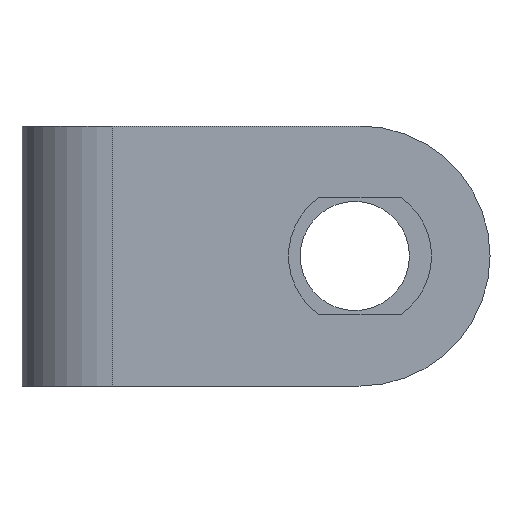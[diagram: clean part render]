
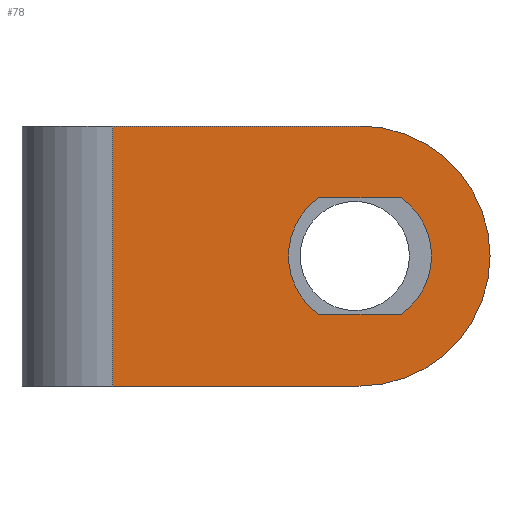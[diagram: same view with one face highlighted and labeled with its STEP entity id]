
A CAD part, front view. The second image highlights one B-rep face of the part: STEP entity #78.
In plain terms, the highlighted planar face has unit normal (0, -1, 0).
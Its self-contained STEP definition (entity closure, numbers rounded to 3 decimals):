
#5 = AXIS2_PLACEMENT_3D ( 'NONE', #504, #79, #449 ) ;
#33 = CARTESIAN_POINT ( 'NONE',  ( 14.5, -3.5, 5. ) ) ;
#34 = EDGE_CURVE ( 'NONE', #573, #391, #61, .T. ) ;
#36 = CARTESIAN_POINT ( 'NONE',  ( 12.25, -3.5, 0. ) ) ;
#39 = DIRECTION ( 'NONE',  ( 0., 1., 0. ) ) ;
#43 = CARTESIAN_POINT ( 'NONE',  ( 9.5, -3.5, -5. ) ) ;
#49 = LINE ( 'NONE', #208, #597 ) ;
#61 = CIRCLE ( 'NONE', #268, 5. ) ;
#66 = EDGE_CURVE ( 'NONE', #509, #573, #196, .T. ) ;
#69 = CARTESIAN_POINT ( 'NONE',  ( 14.5, -3.5, 5. ) ) ;
#78 = ADVANCED_FACE ( 'NONE', ( #216, #525 ), #444, .F. ) ;
#79 = DIRECTION ( 'NONE',  ( 0., -1., 0. ) ) ;
#109 = CARTESIAN_POINT ( 'NONE',  ( 7.919, -3.5, -2.25 ) ) ;
#110 = VERTEX_POINT ( 'NONE', #128 ) ;
#126 = EDGE_CURVE ( 'NONE', #281, #410, #630, .T. ) ;
#128 = CARTESIAN_POINT ( 'NONE',  ( 7.919, -3.5, 2.25 ) ) ;
#132 = LINE ( 'NONE', #296, #689 ) ;
#136 = CARTESIAN_POINT ( 'NONE',  ( 9.5, -3.5, 5. ) ) ;
#143 = EDGE_CURVE ( 'NONE', #110, #657, #221, .T. ) ;
#146 = DIRECTION ( 'NONE',  ( 1., 0., 0. ) ) ;
#150 = DIRECTION ( 'NONE',  ( 1., 0., 0. ) ) ;
#182 = CARTESIAN_POINT ( 'NONE',  ( 9.5, -3.5, 0. ) ) ;
#196 = LINE ( 'NONE', #33, #627 ) ;
#197 = DIRECTION ( 'NONE',  ( -1., 0., 0. ) ) ;
#200 = CARTESIAN_POINT ( 'NONE',  ( 9.5, -3.5, 0. ) ) ;
#208 = CARTESIAN_POINT ( 'NONE',  ( 0., -3.5, 5. ) ) ;
#216 = FACE_BOUND ( 'NONE', #599, .T. ) ;
#221 = CIRCLE ( 'NONE', #5, 2.75 ) ;
#231 = ORIENTED_EDGE ( 'NONE', *, *, #320, .F. ) ;
#239 = LINE ( 'NONE', #351, #438 ) ;
#241 = EDGE_CURVE ( 'NONE', #523, #391, #239, .T. ) ;
#265 = ORIENTED_EDGE ( 'NONE', *, *, #679, .T. ) ;
#268 = AXIS2_PLACEMENT_3D ( 'NONE', #200, #39, #356 ) ;
#272 = ORIENTED_EDGE ( 'NONE', *, *, #126, .F. ) ;
#276 = ORIENTED_EDGE ( 'NONE', *, *, #34, .F. ) ;
#281 = VERTEX_POINT ( 'NONE', #672 ) ;
#288 = CARTESIAN_POINT ( 'NONE',  ( 11.081, -3.5, 2.25 ) ) ;
#296 = CARTESIAN_POINT ( 'NONE',  ( 7.919, -3.5, 2.25 ) ) ;
#309 = DIRECTION ( 'NONE',  ( 1., 0., 0. ) ) ;
#320 = EDGE_CURVE ( 'NONE', #657, #281, #397, .T. ) ;
#337 = ORIENTED_EDGE ( 'NONE', *, *, #431, .F. ) ;
#351 = CARTESIAN_POINT ( 'NONE',  ( 14.5, -3.5, -5. ) ) ;
#356 = DIRECTION ( 'NONE',  ( -1., 0., 0. ) ) ;
#367 = AXIS2_PLACEMENT_3D ( 'NONE', #577, #521, #146 ) ;
#388 = VECTOR ( 'NONE', #309, 1000. ) ;
#391 = VERTEX_POINT ( 'NONE', #43 ) ;
#397 = LINE ( 'NONE', #109, #388 ) ;
#407 = DIRECTION ( 'NONE',  ( 1., 0., 0. ) ) ;
#410 = VERTEX_POINT ( 'NONE', #36 ) ;
#411 = DIRECTION ( 'NONE',  ( 0., -1., 0. ) ) ;
#420 = CIRCLE ( 'NONE', #367, 2.75 ) ;
#429 = EDGE_CURVE ( 'NONE', #410, #520, #420, .T. ) ;
#431 = EDGE_CURVE ( 'NONE', #520, #110, #132, .T. ) ;
#438 = VECTOR ( 'NONE', #407, 1000. ) ;
#444 = PLANE ( 'NONE',  #529 ) ;
#449 = DIRECTION ( 'NONE',  ( 1., 0., 0. ) ) ;
#457 = CARTESIAN_POINT ( 'NONE',  ( 0., -3.5, 5. ) ) ;
#493 = EDGE_LOOP ( 'NONE', ( #680, #276, #545, #265 ) ) ;
#504 = CARTESIAN_POINT ( 'NONE',  ( 9.5, -3.5, 0. ) ) ;
#509 = VERTEX_POINT ( 'NONE', #457 ) ;
#520 = VERTEX_POINT ( 'NONE', #288 ) ;
#521 = DIRECTION ( 'NONE',  ( 0., -1., 0. ) ) ;
#523 = VERTEX_POINT ( 'NONE', #617 ) ;
#525 = FACE_OUTER_BOUND ( 'NONE', #493, .T. ) ;
#529 = AXIS2_PLACEMENT_3D ( 'NONE', #69, #580, #197 ) ;
#534 = ORIENTED_EDGE ( 'NONE', *, *, #429, .F. ) ;
#545 = ORIENTED_EDGE ( 'NONE', *, *, #66, .F. ) ;
#571 = DIRECTION ( 'NONE',  ( 1., 0., 0. ) ) ;
#573 = VERTEX_POINT ( 'NONE', #136 ) ;
#577 = CARTESIAN_POINT ( 'NONE',  ( 9.5, -3.5, 0. ) ) ;
#580 = DIRECTION ( 'NONE',  ( 0., 1., 0. ) ) ;
#597 = VECTOR ( 'NONE', #642, 1000. ) ;
#599 = EDGE_LOOP ( 'NONE', ( #231, #671, #337, #534, #272 ) ) ;
#617 = CARTESIAN_POINT ( 'NONE',  ( 0., -3.5, -5. ) ) ;
#627 = VECTOR ( 'NONE', #150, 1000. ) ;
#630 = CIRCLE ( 'NONE', #667, 2.75 ) ;
#638 = CARTESIAN_POINT ( 'NONE',  ( 7.919, -3.5, -2.25 ) ) ;
#642 = DIRECTION ( 'NONE',  ( 0., 0., -1. ) ) ;
#657 = VERTEX_POINT ( 'NONE', #638 ) ;
#667 = AXIS2_PLACEMENT_3D ( 'NONE', #182, #411, #571 ) ;
#671 = ORIENTED_EDGE ( 'NONE', *, *, #143, .F. ) ;
#672 = CARTESIAN_POINT ( 'NONE',  ( 11.081, -3.5, -2.25 ) ) ;
#679 = EDGE_CURVE ( 'NONE', #509, #523, #49, .T. ) ;
#680 = ORIENTED_EDGE ( 'NONE', *, *, #241, .T. ) ;
#684 = DIRECTION ( 'NONE',  ( -1., 0., 0. ) ) ;
#689 = VECTOR ( 'NONE', #684, 1000. ) ;
